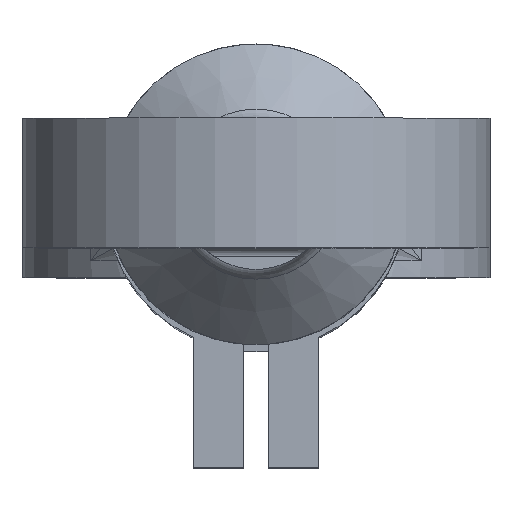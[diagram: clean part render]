
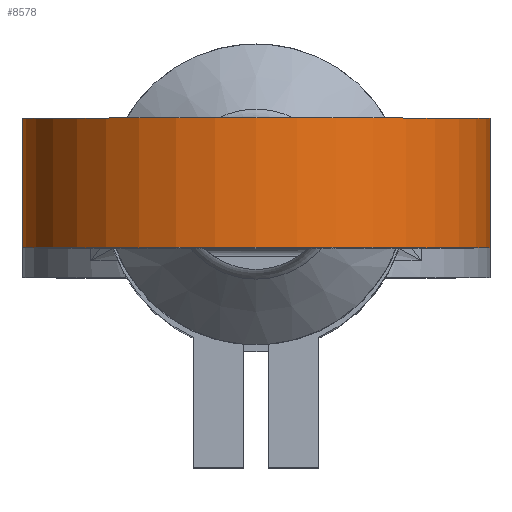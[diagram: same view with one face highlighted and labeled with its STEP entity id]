
A CAD part, top view. The second image highlights one B-rep face of the part: STEP entity #8578.
In plain terms, the highlighted cylindrical face has radius 14 mm (diameter 28 mm), a partial arc.
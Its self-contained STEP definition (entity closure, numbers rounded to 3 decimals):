
#297 = CARTESIAN_POINT ( 'NONE',  ( 0., -3.25, 280. ) ) ;
#335 = ORIENTED_EDGE ( 'NONE', *, *, #4548, .F. ) ;
#696 = EDGE_CURVE ( 'NONE', #8336, #2621, #4658, .T. ) ;
#821 = ORIENTED_EDGE ( 'NONE', *, *, #696, .T. ) ;
#859 = VECTOR ( 'NONE', #3847, 1000. ) ;
#932 = DIRECTION ( 'NONE',  ( -1., 0., 0. ) ) ;
#969 = DIRECTION ( 'NONE',  ( 0., -1., 0. ) ) ;
#1217 = DIRECTION ( 'NONE',  ( 0., -1., 0. ) ) ;
#1286 = ORIENTED_EDGE ( 'NONE', *, *, #1805, .F. ) ;
#1583 = CARTESIAN_POINT ( 'NONE',  ( 14., 4.5, 280. ) ) ;
#1693 = CARTESIAN_POINT ( 'NONE',  ( 14., -3.25, 280. ) ) ;
#1711 = CYLINDRICAL_SURFACE ( 'NONE', #3900, 14. ) ;
#1805 = EDGE_CURVE ( 'NONE', #2953, #3881, #7708, .T. ) ;
#1985 = CARTESIAN_POINT ( 'NONE',  ( -14., 4.5, 280. ) ) ;
#2330 = AXIS2_PLACEMENT_3D ( 'NONE', #4127, #6865, #3206 ) ;
#2388 = FACE_OUTER_BOUND ( 'NONE', #7511, .T. ) ;
#2432 = CARTESIAN_POINT ( 'NONE',  ( 0., 4.5, 280. ) ) ;
#2621 = VERTEX_POINT ( 'NONE', #3323 ) ;
#2953 = VERTEX_POINT ( 'NONE', #5169 ) ;
#3206 = DIRECTION ( 'NONE',  ( 1., 0., 0. ) ) ;
#3323 = CARTESIAN_POINT ( 'NONE',  ( -14., -3.25, 280. ) ) ;
#3847 = DIRECTION ( 'NONE',  ( 0., -1., 0. ) ) ;
#3881 = VERTEX_POINT ( 'NONE', #1693 ) ;
#3900 = AXIS2_PLACEMENT_3D ( 'NONE', #2432, #7716, #932 ) ;
#4127 = CARTESIAN_POINT ( 'NONE',  ( 0., 4.5, 280. ) ) ;
#4548 = EDGE_CURVE ( 'NONE', #3881, #2621, #7845, .T. ) ;
#4658 = LINE ( 'NONE', #8763, #6677 ) ;
#4889 = DIRECTION ( 'NONE',  ( -1., 0., 0. ) ) ;
#5169 = CARTESIAN_POINT ( 'NONE',  ( 14., 4.5, 280. ) ) ;
#6169 = AXIS2_PLACEMENT_3D ( 'NONE', #297, #969, #4889 ) ;
#6204 = CIRCLE ( 'NONE', #2330, 14. ) ;
#6677 = VECTOR ( 'NONE', #1217, 1000. ) ;
#6865 = DIRECTION ( 'NONE',  ( 0., 1., 0. ) ) ;
#7511 = EDGE_LOOP ( 'NONE', ( #1286, #8236, #821, #335 ) ) ;
#7552 = EDGE_CURVE ( 'NONE', #8336, #2953, #6204, .T. ) ;
#7708 = LINE ( 'NONE', #1583, #859 ) ;
#7716 = DIRECTION ( 'NONE',  ( 0., -1., 0. ) ) ;
#7845 = CIRCLE ( 'NONE', #6169, 14. ) ;
#8236 = ORIENTED_EDGE ( 'NONE', *, *, #7552, .F. ) ;
#8336 = VERTEX_POINT ( 'NONE', #1985 ) ;
#8578 = ADVANCED_FACE ( 'NONE', ( #2388 ), #1711, .T. ) ;
#8763 = CARTESIAN_POINT ( 'NONE',  ( -14., 4.5, 280. ) ) ;
